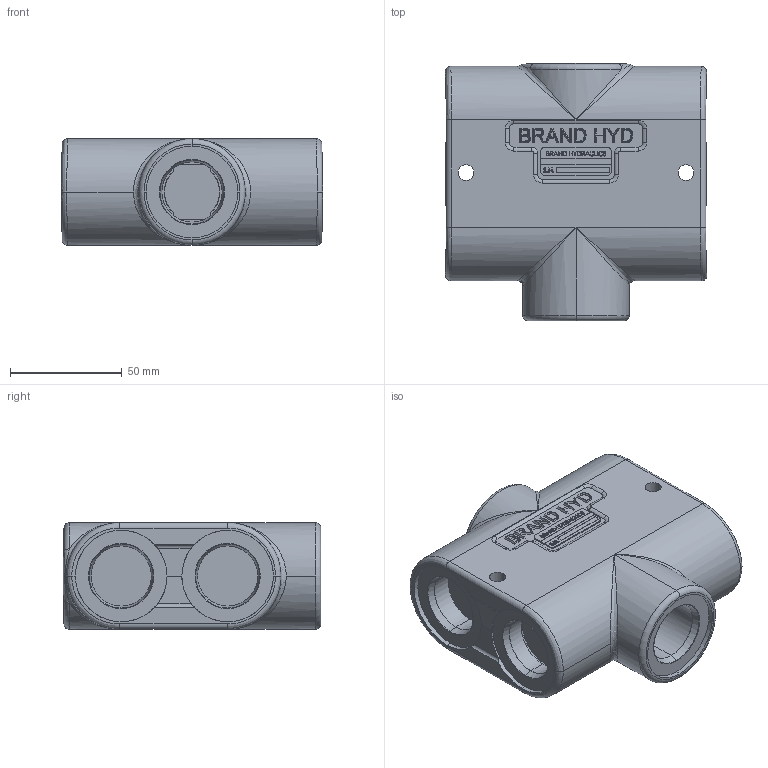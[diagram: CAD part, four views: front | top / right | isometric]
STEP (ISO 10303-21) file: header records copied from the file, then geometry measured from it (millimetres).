
FILE_DESCRIPTION (( 'STEP AP203' ), '1' );
FILE_NAME ('BG5 GENERIC VALVE.STEP', '2013-08-02T14:09:33', ( 'branduser' ), ( '' ), 'SwSTEP 2.0', 'SolidWorks 2013', '' );
FILE_SCHEMA (( 'CONFIG_CONTROL_DESIGN' ));
Length unit declared in the file: inch
Products named in the file (1): BG5 GENERIC VALVE
Bounding box: 116.94 x 115.28 x 47.62 mm (x, y, z)
Volume: 460859.2 mm3; surface area: 50755.2 mm2
Topology: 2 solids, 8 shells, 586 faces, 1518 edges, 982 vertices
Faces by surface type: plane 296, bspline 165, cylinder 72, cone 27, torus 22, sphere 4
Entity records: 27844 total; most frequent: CARTESIAN_POINT 14916, ORIENTED_EDGE 3016, DIRECTION 2055, EDGE_CURVE 1508, VERTEX_POINT 982, LINE 859, VECTOR 859, EDGE_LOOP 634
